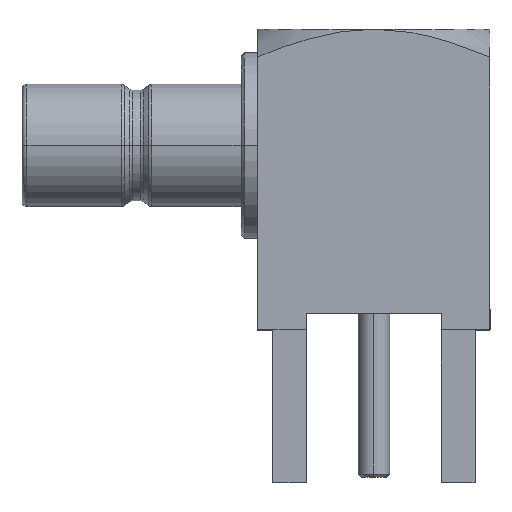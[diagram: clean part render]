
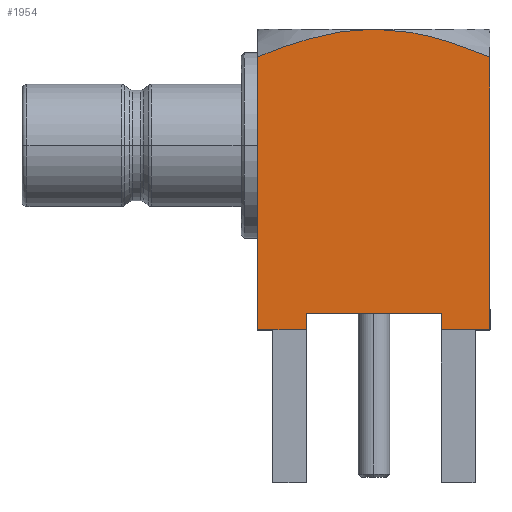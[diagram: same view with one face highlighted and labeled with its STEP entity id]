
A CAD part, top view. The second image highlights one B-rep face of the part: STEP entity #1954.
In plain terms, the highlighted planar face has unit normal (0, 0, 1).
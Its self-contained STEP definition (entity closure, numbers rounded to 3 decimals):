
#2 = CARTESIAN_POINT ( 'NONE',  ( -3.5, 2.663, 3.5 ) ) ;
#13 = ORIENTED_EDGE ( 'NONE', *, *, #1436, .F. ) ;
#39 = CARTESIAN_POINT ( 'NONE',  ( 2.94, 2.892, 3.5 ) ) ;
#113 = VERTEX_POINT ( 'NONE', #1681 ) ;
#116 = EDGE_CURVE ( 'NONE', #1670, #1349, #433, .T. ) ;
#214 = FACE_OUTER_BOUND ( 'NONE', #593, .T. ) ;
#251 = CARTESIAN_POINT ( 'NONE',  ( 0., 3.5, 3.5 ) ) ;
#263 = CARTESIAN_POINT ( 'NONE',  ( -2.03, -5.56, 3.5 ) ) ;
#417 = VECTOR ( 'NONE', #2979, 1000. ) ;
#420 = LINE ( 'NONE', #654, #2859 ) ;
#427 = EDGE_CURVE ( 'NONE', #3039, #3203, #745, .T. ) ;
#433 = LINE ( 'NONE', #2271, #659 ) ;
#449 = VECTOR ( 'NONE', #2780, 1000. ) ;
#456 = EDGE_CURVE ( 'NONE', #1670, #113, #1500, .T. ) ;
#545 = AXIS2_PLACEMENT_3D ( 'NONE', #1689, #2238, #2174 ) ;
#547 = VECTOR ( 'NONE', #3164, 1000. ) ;
#593 = EDGE_LOOP ( 'NONE', ( #1359, #3110, #1784, #1099, #1966, #1914, #3169, #2475, #13 ) ) ;
#612 = DIRECTION ( 'NONE',  ( 0., 1., 0. ) ) ;
#648 = CARTESIAN_POINT ( 'NONE',  ( 2.03, -5.06, 3.5 ) ) ;
#654 = CARTESIAN_POINT ( 'NONE',  ( -3.5, -10.16, 3.5 ) ) ;
#659 = VECTOR ( 'NONE', #2742, 1000. ) ;
#680 = PLANE ( 'NONE',  #545 ) ;
#704 = DIRECTION ( 'NONE',  ( 0., 1., 0. ) ) ;
#716 = CARTESIAN_POINT ( 'NONE',  ( -1.198, 3.406, 3.5 ) ) ;
#745 = LINE ( 'NONE', #1776, #417 ) ;
#752 = CARTESIAN_POINT ( 'NONE',  ( 0.301, 3.5, 3.5 ) ) ;
#806 = CARTESIAN_POINT ( 'NONE',  ( 3.5, -5.56, 3.5 ) ) ;
#852 = CARTESIAN_POINT ( 'NONE',  ( -2.03, -10.16, 3.5 ) ) ;
#894 = EDGE_CURVE ( 'NONE', #2153, #3203, #2099, .T. ) ;
#903 = VERTEX_POINT ( 'NONE', #1565 ) ;
#1099 = ORIENTED_EDGE ( 'NONE', *, *, #894, .T. ) ;
#1288 = CARTESIAN_POINT ( 'NONE',  ( 1.502, 3.327, 3.5 ) ) ;
#1302 = EDGE_CURVE ( 'NONE', #113, #3039, #1727, .T. ) ;
#1304 = B_SPLINE_CURVE_WITH_KNOTS ( 'NONE', 3,
 ( #1540, #752, #1751, #2537, #1288, #2297, #39, #2770 ),
 .UNSPECIFIED., .F., .F.,
 ( 4, 2, 2, 4 ),
 ( 0.012, 0.013, 0.013, 0.015 ),
 .UNSPECIFIED. ) ;
#1349 = VERTEX_POINT ( 'NONE', #2710 ) ;
#1359 = ORIENTED_EDGE ( 'NONE', *, *, #1476, .F. ) ;
#1436 = EDGE_CURVE ( 'NONE', #903, #1349, #1304, .T. ) ;
#1476 = EDGE_CURVE ( 'NONE', #2832, #903, #1927, .T. ) ;
#1500 = LINE ( 'NONE', #806, #449 ) ;
#1540 = CARTESIAN_POINT ( 'NONE',  ( 0., 3.5, 3.5 ) ) ;
#1565 = CARTESIAN_POINT ( 'NONE',  ( 0., 3.5, 3.5 ) ) ;
#1600 = VECTOR ( 'NONE', #1995, 1000. ) ;
#1670 = VERTEX_POINT ( 'NONE', #2157 ) ;
#1681 = CARTESIAN_POINT ( 'NONE',  ( 2.03, -5.56, 3.5 ) ) ;
#1689 = CARTESIAN_POINT ( 'NONE',  ( -3.5, -10.16, 3.5 ) ) ;
#1727 = LINE ( 'NONE', #2465, #1600 ) ;
#1751 = CARTESIAN_POINT ( 'NONE',  ( 0.607, 3.477, 3.5 ) ) ;
#1767 = CARTESIAN_POINT ( 'NONE',  ( -2.373, 3.098, 3.5 ) ) ;
#1776 = CARTESIAN_POINT ( 'NONE',  ( 0., -5.06, 3.5 ) ) ;
#1784 = ORIENTED_EDGE ( 'NONE', *, *, #3175, .T. ) ;
#1914 = ORIENTED_EDGE ( 'NONE', *, *, #1302, .F. ) ;
#1927 = B_SPLINE_CURVE_WITH_KNOTS ( 'NONE', 3,
 ( #2, #2947, #1767, #716, #2721, #251 ),
 .UNSPECIFIED., .F., .F.,
 ( 4, 2, 4 ),
 ( 0.008, 0.01, 0.012 ),
 .UNSPECIFIED. ) ;
#1954 = ADVANCED_FACE ( 'NONE', ( #214 ), #680, .T. ) ;
#1966 = ORIENTED_EDGE ( 'NONE', *, *, #427, .F. ) ;
#1995 = DIRECTION ( 'NONE',  ( 0., 1., 0. ) ) ;
#2099 = LINE ( 'NONE', #852, #3070 ) ;
#2153 = VERTEX_POINT ( 'NONE', #263 ) ;
#2157 = CARTESIAN_POINT ( 'NONE',  ( 3.5, -5.56, 3.5 ) ) ;
#2174 = DIRECTION ( 'NONE',  ( 1., 0., 0. ) ) ;
#2209 = CARTESIAN_POINT ( 'NONE',  ( -2.03, -5.06, 3.5 ) ) ;
#2238 = DIRECTION ( 'NONE',  ( 0., 0., 1. ) ) ;
#2271 = CARTESIAN_POINT ( 'NONE',  ( 3.5, -10.16, 3.5 ) ) ;
#2297 = CARTESIAN_POINT ( 'NONE',  ( 2.374, 3.097, 3.5 ) ) ;
#2389 = LINE ( 'NONE', #2690, #547 ) ;
#2440 = CARTESIAN_POINT ( 'NONE',  ( -3.5, -5.56, 3.5 ) ) ;
#2465 = CARTESIAN_POINT ( 'NONE',  ( 2.03, -10.16, 3.5 ) ) ;
#2475 = ORIENTED_EDGE ( 'NONE', *, *, #116, .T. ) ;
#2537 = CARTESIAN_POINT ( 'NONE',  ( 1.207, 3.39, 3.5 ) ) ;
#2690 = CARTESIAN_POINT ( 'NONE',  ( -3.5, -5.56, 3.5 ) ) ;
#2710 = CARTESIAN_POINT ( 'NONE',  ( 3.5, 2.663, 3.5 ) ) ;
#2721 = CARTESIAN_POINT ( 'NONE',  ( -0.602, 3.5, 3.5 ) ) ;
#2742 = DIRECTION ( 'NONE',  ( 0., 1., 0. ) ) ;
#2755 = EDGE_CURVE ( 'NONE', #3154, #2832, #420, .T. ) ;
#2770 = CARTESIAN_POINT ( 'NONE',  ( 3.5, 2.663, 3.5 ) ) ;
#2780 = DIRECTION ( 'NONE',  ( -1., 0., 0. ) ) ;
#2832 = VERTEX_POINT ( 'NONE', #2972 ) ;
#2859 = VECTOR ( 'NONE', #704, 1000. ) ;
#2947 = CARTESIAN_POINT ( 'NONE',  ( -2.941, 2.891, 3.5 ) ) ;
#2972 = CARTESIAN_POINT ( 'NONE',  ( -3.5, 2.663, 3.5 ) ) ;
#2979 = DIRECTION ( 'NONE',  ( -1., 0., 0. ) ) ;
#3039 = VERTEX_POINT ( 'NONE', #648 ) ;
#3070 = VECTOR ( 'NONE', #612, 1000. ) ;
#3110 = ORIENTED_EDGE ( 'NONE', *, *, #2755, .F. ) ;
#3154 = VERTEX_POINT ( 'NONE', #2440 ) ;
#3164 = DIRECTION ( 'NONE',  ( 1., 0., 0. ) ) ;
#3169 = ORIENTED_EDGE ( 'NONE', *, *, #456, .F. ) ;
#3175 = EDGE_CURVE ( 'NONE', #3154, #2153, #2389, .T. ) ;
#3203 = VERTEX_POINT ( 'NONE', #2209 ) ;
